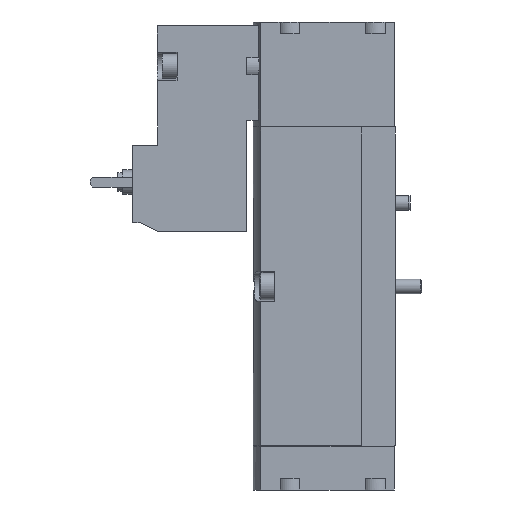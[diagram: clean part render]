
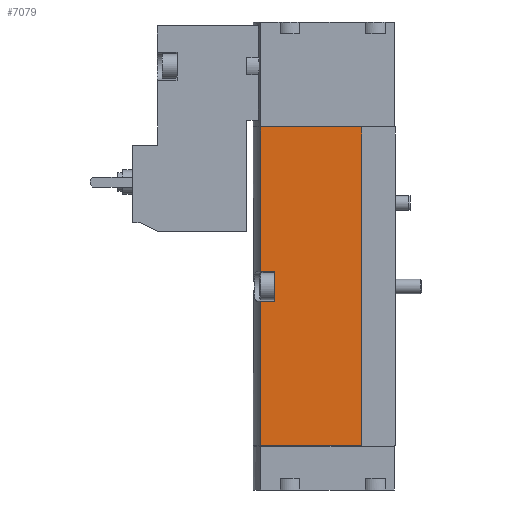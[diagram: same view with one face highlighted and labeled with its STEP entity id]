
A CAD part, left-side view. The second image highlights one B-rep face of the part: STEP entity #7079.
In plain terms, the highlighted planar face has unit normal (-1, 0, 0).
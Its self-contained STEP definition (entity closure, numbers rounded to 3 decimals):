
#321=LINE('',#10108,#759);
#322=LINE('',#10122,#760);
#324=LINE('',#10140,#762);
#325=LINE('',#10142,#763);
#326=LINE('',#10144,#764);
#327=LINE('',#10145,#765);
#328=LINE('',#10147,#766);
#329=LINE('',#10149,#767);
#330=LINE('',#10151,#768);
#759=VECTOR('',#8380,1000.);
#760=VECTOR('',#8385,1000.);
#762=VECTOR('',#8395,1000.);
#763=VECTOR('',#8396,1000.);
#764=VECTOR('',#8397,1000.);
#765=VECTOR('',#8398,1000.);
#766=VECTOR('',#8399,1000.);
#767=VECTOR('',#8400,1000.);
#768=VECTOR('',#8401,1000.);
#1354=ORIENTED_EDGE('',*,*,#2809,.T.);
#1355=ORIENTED_EDGE('',*,*,#2819,.T.);
#1356=ORIENTED_EDGE('',*,*,#2820,.F.);
#1357=ORIENTED_EDGE('',*,*,#2821,.F.);
#1358=ORIENTED_EDGE('',*,*,#2813,.T.);
#1359=ORIENTED_EDGE('',*,*,#2822,.F.);
#1360=ORIENTED_EDGE('',*,*,#2823,.F.);
#1361=ORIENTED_EDGE('',*,*,#2824,.F.);
#1362=ORIENTED_EDGE('',*,*,#2825,.F.);
#2809=EDGE_CURVE('',#3532,#3531,#321,.T.);
#2813=EDGE_CURVE('',#3536,#3535,#322,.T.);
#2819=EDGE_CURVE('',#3531,#3541,#324,.T.);
#2820=EDGE_CURVE('',#3542,#3541,#325,.T.);
#2821=EDGE_CURVE('',#3536,#3542,#326,.T.);
#2822=EDGE_CURVE('',#3543,#3535,#327,.T.);
#2823=EDGE_CURVE('',#3544,#3543,#328,.T.);
#2824=EDGE_CURVE('',#3545,#3544,#329,.T.);
#2825=EDGE_CURVE('',#3532,#3545,#330,.T.);
#3531=VERTEX_POINT('',#10107);
#3532=VERTEX_POINT('',#10109);
#3535=VERTEX_POINT('',#10121);
#3536=VERTEX_POINT('',#10123);
#3541=VERTEX_POINT('',#10141);
#3542=VERTEX_POINT('',#10143);
#3543=VERTEX_POINT('',#10146);
#3544=VERTEX_POINT('',#10148);
#3545=VERTEX_POINT('',#10150);
#4122=EDGE_LOOP('',(#1354,#1355,#1356,#1357,#1358,#1359,#1360,#1361,#1362));
#4478=FACE_BOUND('',#4122,.T.);
#4818=PLANE('',#7509);
#7079=ADVANCED_FACE('',(#4478),#4818,.F.);
#7509=AXIS2_PLACEMENT_3D('',#10139,#8393,#8394);
#8380=DIRECTION('',(0.,0.,-1.));
#8385=DIRECTION('',(0.,0.,-1.));
#8393=DIRECTION('',(1.,0.,0.));
#8394=DIRECTION('',(0.,0.,-1.));
#8395=DIRECTION('',(0.,-1.,0.));
#8396=DIRECTION('',(0.,0.,-1.));
#8397=DIRECTION('',(0.,-1.,0.));
#8398=DIRECTION('',(0.,1.,0.));
#8399=DIRECTION('',(0.,0.,1.));
#8400=DIRECTION('',(0.,0.,1.));
#8401=DIRECTION('',(0.,-1.,0.));
#10107=CARTESIAN_POINT('',(-9.,27.456,-32.5));
#10108=CARTESIAN_POINT('',(-9.,27.456,32.5));
#10109=CARTESIAN_POINT('',(-9.,27.456,-3.));
#10121=CARTESIAN_POINT('',(-9.,27.456,3.));
#10122=CARTESIAN_POINT('',(-9.,27.456,32.5));
#10123=CARTESIAN_POINT('',(-9.,27.456,32.5));
#10139=CARTESIAN_POINT('',(-9.,27.456,32.5));
#10140=CARTESIAN_POINT('',(-9.,27.456,-32.5));
#10141=CARTESIAN_POINT('',(-9.,6.85,-32.5));
#10142=CARTESIAN_POINT('',(-9.,6.85,32.5));
#10143=CARTESIAN_POINT('',(-9.,6.85,32.5));
#10144=CARTESIAN_POINT('',(-9.,27.456,32.5));
#10145=CARTESIAN_POINT('',(-9.,27.456,3.));
#10146=CARTESIAN_POINT('',(-9.,24.6,3.));
#10147=CARTESIAN_POINT('',(-9.,24.6,32.5));
#10148=CARTESIAN_POINT('',(-9.,24.6,0.));
#10149=CARTESIAN_POINT('',(-9.,24.6,32.5));
#10150=CARTESIAN_POINT('',(-9.,24.6,-3.));
#10151=CARTESIAN_POINT('',(-9.,27.456,-3.));
